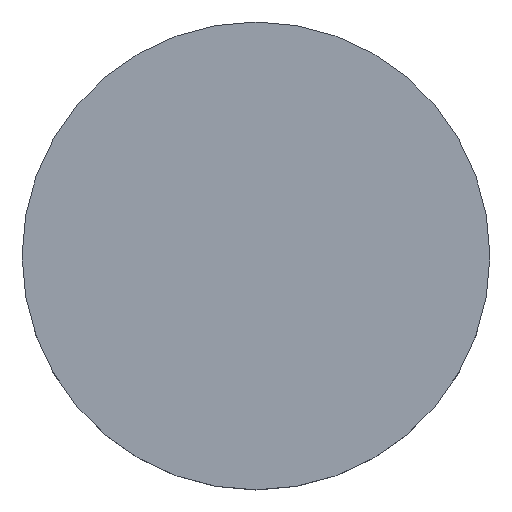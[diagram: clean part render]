
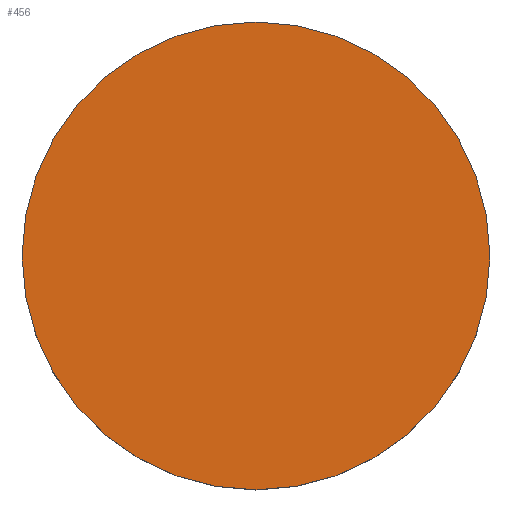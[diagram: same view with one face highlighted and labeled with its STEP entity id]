
A CAD part, top view. The second image highlights one B-rep face of the part: STEP entity #456.
In plain terms, the highlighted planar face has unit normal (0, 0, 1).
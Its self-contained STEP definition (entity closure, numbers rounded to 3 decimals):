
#14 = CARTESIAN_POINT ( 'NONE',  ( -2.375, 0., 0.8 ) ) ;
#49 = CARTESIAN_POINT ( 'NONE',  ( 2.375, 0., 0.8 ) ) ;
#54 = EDGE_CURVE ( 'NONE', #308, #173, #156, .T. ) ;
#61 = AXIS2_PLACEMENT_3D ( 'NONE', #446, #149, #491 ) ;
#72 = DIRECTION ( 'NONE',  ( 1., 0., 0. ) ) ;
#79 = DIRECTION ( 'NONE',  ( 0., 0., 1. ) ) ;
#80 = DIRECTION ( 'NONE',  ( 1., 0., 0. ) ) ;
#104 = EDGE_CURVE ( 'NONE', #173, #308, #251, .T. ) ;
#149 = DIRECTION ( 'NONE',  ( 0., 0., 1. ) ) ;
#156 = CIRCLE ( 'NONE', #214, 2.375 ) ;
#173 = VERTEX_POINT ( 'NONE', #49 ) ;
#208 = ORIENTED_EDGE ( 'NONE', *, *, #54, .T. ) ;
#214 = AXIS2_PLACEMENT_3D ( 'NONE', #420, #244, #80 ) ;
#222 = AXIS2_PLACEMENT_3D ( 'NONE', #462, #79, #72 ) ;
#244 = DIRECTION ( 'NONE',  ( 0., 0., 1. ) ) ;
#251 = CIRCLE ( 'NONE', #61, 2.375 ) ;
#292 = PLANE ( 'NONE',  #222 ) ;
#308 = VERTEX_POINT ( 'NONE', #14 ) ;
#342 = EDGE_LOOP ( 'NONE', ( #208, #439 ) ) ;
#420 = CARTESIAN_POINT ( 'NONE',  ( 0., 0., 0.8 ) ) ;
#439 = ORIENTED_EDGE ( 'NONE', *, *, #104, .T. ) ;
#446 = CARTESIAN_POINT ( 'NONE',  ( 0., 0., 0.8 ) ) ;
#455 = FACE_OUTER_BOUND ( 'NONE', #342, .T. ) ;
#456 = ADVANCED_FACE ( 'NONE', ( #455 ), #292, .T. ) ;
#462 = CARTESIAN_POINT ( 'NONE',  ( 0., 0., 0.8 ) ) ;
#491 = DIRECTION ( 'NONE',  ( 1., 0., 0. ) ) ;
